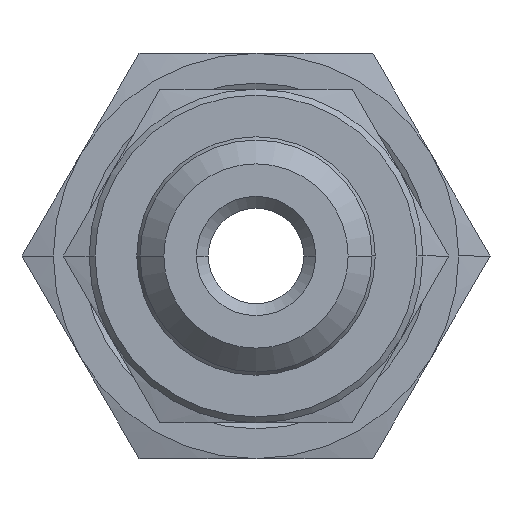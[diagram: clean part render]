
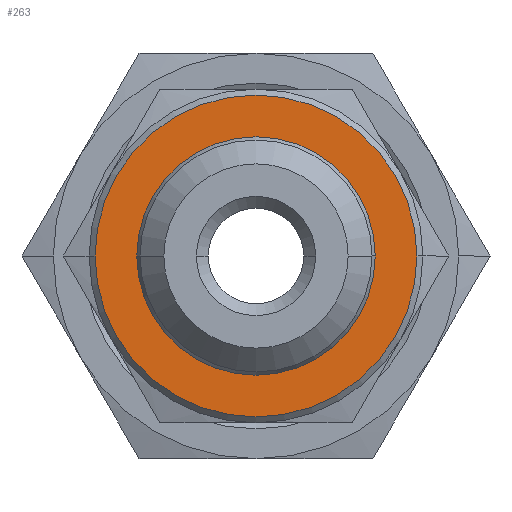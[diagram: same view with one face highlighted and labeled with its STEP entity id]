
A CAD part, left-side view. The second image highlights one B-rep face of the part: STEP entity #263.
In plain terms, the highlighted planar face has unit normal (-1, 0, 0).
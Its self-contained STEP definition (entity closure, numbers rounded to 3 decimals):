
#263 = ADVANCED_FACE( '', ( #506, #507 ), #508, .T. );
#506 = FACE_BOUND( '', #805, .T. );
#507 = FACE_OUTER_BOUND( '', #806, .T. );
#508 = PLANE( '', #807 );
#805 = EDGE_LOOP( '', ( #1632, #1633 ) );
#806 = EDGE_LOOP( '', ( #1634, #1635 ) );
#807 = AXIS2_PLACEMENT_3D( '', #1636, #1637, #1638 );
#1632 = ORIENTED_EDGE( '', *, *, #2022, .F. );
#1633 = ORIENTED_EDGE( '', *, *, #2232, .F. );
#1634 = ORIENTED_EDGE( '', *, *, #2028, .T. );
#1635 = ORIENTED_EDGE( '', *, *, #2231, .T. );
#1636 = CARTESIAN_POINT( '', ( -4.25, 5.875, 0. ) );
#1637 = DIRECTION( '', ( -1., 0., 0. ) );
#1638 = DIRECTION( '', ( 0., 1., 0. ) );
#2022 = EDGE_CURVE( '', #2365, #2368, #2369, .T. );
#2028 = EDGE_CURVE( '', #2373, #2377, #2379, .T. );
#2231 = EDGE_CURVE( '', #2377, #2373, #2707, .T. );
#2232 = EDGE_CURVE( '', #2368, #2365, #2708, .T. );
#2365 = VERTEX_POINT( '', #2899 );
#2368 = VERTEX_POINT( '', #2903 );
#2369 = CIRCLE( '', #2904, 5. );
#2373 = VERTEX_POINT( '', #2909 );
#2377 = VERTEX_POINT( '', #2914 );
#2379 = CIRCLE( '', #2917, 6.75 );
#2707 = CIRCLE( '', #3575, 6.75 );
#2708 = CIRCLE( '', #3576, 5. );
#2899 = CARTESIAN_POINT( '', ( -4.25, 5., 0. ) );
#2903 = CARTESIAN_POINT( '', ( -4.25, -5., 0. ) );
#2904 = AXIS2_PLACEMENT_3D( '', #4021, #4022, #4023 );
#2909 = CARTESIAN_POINT( '', ( -4.25, 6.75, 0. ) );
#2914 = CARTESIAN_POINT( '', ( -4.25, -6.75, 0. ) );
#2917 = AXIS2_PLACEMENT_3D( '', #4033, #4034, #4035 );
#3575 = AXIS2_PLACEMENT_3D( '', #4342, #4343, #4344 );
#3576 = AXIS2_PLACEMENT_3D( '', #4345, #4346, #4347 );
#4021 = CARTESIAN_POINT( '', ( -4.25, 0., 0. ) );
#4022 = DIRECTION( '', ( -1., 0., 0. ) );
#4023 = DIRECTION( '', ( 0., 1., 0. ) );
#4033 = CARTESIAN_POINT( '', ( -4.25, 0., 0. ) );
#4034 = DIRECTION( '', ( -1., 0., 0. ) );
#4035 = DIRECTION( '', ( 0., 1., 0. ) );
#4342 = CARTESIAN_POINT( '', ( -4.25, 0., 0. ) );
#4343 = DIRECTION( '', ( -1., 0., 0. ) );
#4344 = DIRECTION( '', ( 0., 1., 0. ) );
#4345 = CARTESIAN_POINT( '', ( -4.25, 0., 0. ) );
#4346 = DIRECTION( '', ( -1., 0., 0. ) );
#4347 = DIRECTION( '', ( 0., 1., 0. ) );
